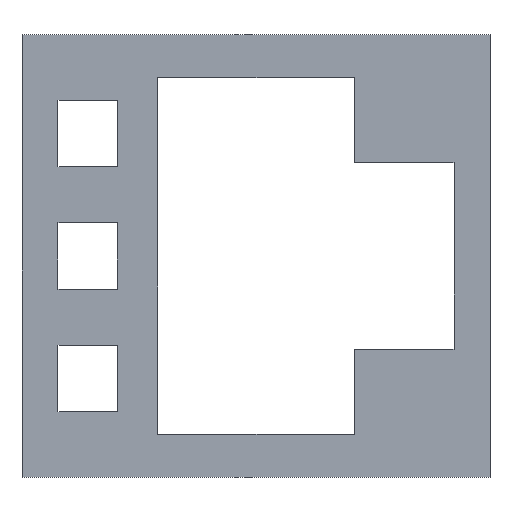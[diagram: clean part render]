
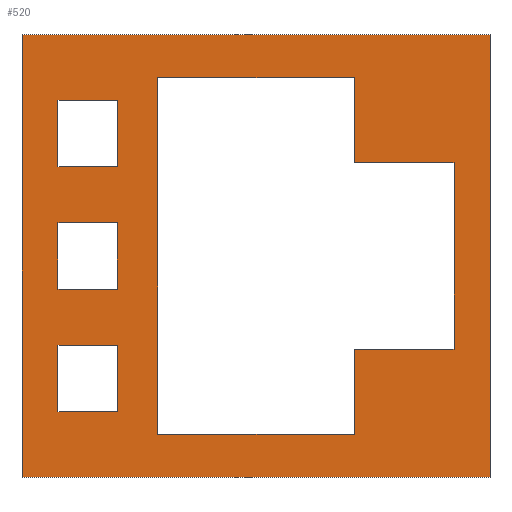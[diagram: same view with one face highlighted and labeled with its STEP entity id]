
A CAD part, top view. The second image highlights one B-rep face of the part: STEP entity #520.
In plain terms, the highlighted planar face has unit normal (0, 0, 1).
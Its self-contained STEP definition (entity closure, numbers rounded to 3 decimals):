
#15=FACE_BOUND('',#53,.T.);
#16=FACE_BOUND('',#54,.T.);
#17=FACE_BOUND('',#55,.T.);
#18=FACE_BOUND('',#56,.T.);
#26=FACE_OUTER_BOUND('',#52,.T.);
#52=EDGE_LOOP('',(#359,#360,#361,#362));
#53=EDGE_LOOP('',(#363,#364,#365,#366));
#54=EDGE_LOOP('',(#367,#368,#369,#370));
#55=EDGE_LOOP('',(#371,#372,#373,#374));
#56=EDGE_LOOP('',(#375,#376,#377,#378,#379,#380,#381,#382));
#85=LINE('',#705,#157);
#89=LINE('',#714,#161);
#93=LINE('',#723,#165);
#95=LINE('',#728,#167);
#96=LINE('',#730,#168);
#97=LINE('',#732,#169);
#98=LINE('',#733,#170);
#99=LINE('',#735,#171);
#100=LINE('',#737,#172);
#101=LINE('',#738,#173);
#102=LINE('',#740,#174);
#103=LINE('',#742,#175);
#104=LINE('',#743,#176);
#105=LINE('',#745,#177);
#106=LINE('',#747,#178);
#107=LINE('',#748,#179);
#108=LINE('',#751,#180);
#109=LINE('',#753,#181);
#110=LINE('',#755,#182);
#111=LINE('',#757,#183);
#112=LINE('',#759,#184);
#113=LINE('',#761,#185);
#114=LINE('',#763,#186);
#115=LINE('',#764,#187);
#157=VECTOR('',#577,10.);
#161=VECTOR('',#583,10.);
#165=VECTOR('',#589,10.);
#167=VECTOR('',#593,10.);
#168=VECTOR('',#594,10.);
#169=VECTOR('',#595,10.);
#170=VECTOR('',#596,10.);
#171=VECTOR('',#597,10.);
#172=VECTOR('',#598,10.);
#173=VECTOR('',#599,10.);
#174=VECTOR('',#600,10.);
#175=VECTOR('',#601,10.);
#176=VECTOR('',#602,10.);
#177=VECTOR('',#603,10.);
#178=VECTOR('',#604,10.);
#179=VECTOR('',#605,10.);
#180=VECTOR('',#606,10.);
#181=VECTOR('',#607,10.);
#182=VECTOR('',#608,10.);
#183=VECTOR('',#609,10.);
#184=VECTOR('',#610,10.);
#185=VECTOR('',#611,10.);
#186=VECTOR('',#612,10.);
#187=VECTOR('',#613,10.);
#229=VERTEX_POINT('',#702);
#230=VERTEX_POINT('',#704);
#233=VERTEX_POINT('',#711);
#234=VERTEX_POINT('',#713);
#237=VERTEX_POINT('',#720);
#238=VERTEX_POINT('',#722);
#239=VERTEX_POINT('',#726);
#240=VERTEX_POINT('',#727);
#241=VERTEX_POINT('',#729);
#242=VERTEX_POINT('',#731);
#243=VERTEX_POINT('',#734);
#244=VERTEX_POINT('',#736);
#245=VERTEX_POINT('',#739);
#246=VERTEX_POINT('',#741);
#247=VERTEX_POINT('',#744);
#248=VERTEX_POINT('',#746);
#249=VERTEX_POINT('',#749);
#250=VERTEX_POINT('',#750);
#251=VERTEX_POINT('',#752);
#252=VERTEX_POINT('',#754);
#253=VERTEX_POINT('',#756);
#254=VERTEX_POINT('',#758);
#255=VERTEX_POINT('',#760);
#256=VERTEX_POINT('',#762);
#277=EDGE_CURVE('',#230,#229,#85,.T.);
#281=EDGE_CURVE('',#234,#233,#89,.T.);
#285=EDGE_CURVE('',#238,#237,#93,.T.);
#287=EDGE_CURVE('',#239,#240,#95,.T.);
#288=EDGE_CURVE('',#240,#241,#96,.T.);
#289=EDGE_CURVE('',#241,#242,#97,.T.);
#290=EDGE_CURVE('',#242,#239,#98,.T.);
#291=EDGE_CURVE('',#243,#238,#99,.T.);
#292=EDGE_CURVE('',#237,#244,#100,.T.);
#293=EDGE_CURVE('',#244,#243,#101,.T.);
#294=EDGE_CURVE('',#245,#230,#102,.T.);
#295=EDGE_CURVE('',#229,#246,#103,.T.);
#296=EDGE_CURVE('',#246,#245,#104,.T.);
#297=EDGE_CURVE('',#247,#234,#105,.T.);
#298=EDGE_CURVE('',#233,#248,#106,.T.);
#299=EDGE_CURVE('',#248,#247,#107,.T.);
#300=EDGE_CURVE('',#249,#250,#108,.T.);
#301=EDGE_CURVE('',#250,#251,#109,.T.);
#302=EDGE_CURVE('',#251,#252,#110,.T.);
#303=EDGE_CURVE('',#252,#253,#111,.T.);
#304=EDGE_CURVE('',#253,#254,#112,.T.);
#305=EDGE_CURVE('',#254,#255,#113,.T.);
#306=EDGE_CURVE('',#255,#256,#114,.T.);
#307=EDGE_CURVE('',#256,#249,#115,.T.);
#359=ORIENTED_EDGE('',*,*,#287,.T.);
#360=ORIENTED_EDGE('',*,*,#288,.T.);
#361=ORIENTED_EDGE('',*,*,#289,.T.);
#362=ORIENTED_EDGE('',*,*,#290,.T.);
#363=ORIENTED_EDGE('',*,*,#291,.T.);
#364=ORIENTED_EDGE('',*,*,#285,.T.);
#365=ORIENTED_EDGE('',*,*,#292,.T.);
#366=ORIENTED_EDGE('',*,*,#293,.T.);
#367=ORIENTED_EDGE('',*,*,#294,.T.);
#368=ORIENTED_EDGE('',*,*,#277,.T.);
#369=ORIENTED_EDGE('',*,*,#295,.T.);
#370=ORIENTED_EDGE('',*,*,#296,.T.);
#371=ORIENTED_EDGE('',*,*,#297,.T.);
#372=ORIENTED_EDGE('',*,*,#281,.T.);
#373=ORIENTED_EDGE('',*,*,#298,.T.);
#374=ORIENTED_EDGE('',*,*,#299,.T.);
#375=ORIENTED_EDGE('',*,*,#300,.T.);
#376=ORIENTED_EDGE('',*,*,#301,.T.);
#377=ORIENTED_EDGE('',*,*,#302,.T.);
#378=ORIENTED_EDGE('',*,*,#303,.T.);
#379=ORIENTED_EDGE('',*,*,#304,.T.);
#380=ORIENTED_EDGE('',*,*,#305,.T.);
#381=ORIENTED_EDGE('',*,*,#306,.T.);
#382=ORIENTED_EDGE('',*,*,#307,.T.);
#494=PLANE('',#548);
#520=ADVANCED_FACE('',(#26,#15,#16,#17,#18),#494,.T.);
#548=AXIS2_PLACEMENT_3D('',#725,#591,#592);
#577=DIRECTION('',(0.,-1.,0.));
#583=DIRECTION('',(0.,-1.,0.));
#589=DIRECTION('',(0.,-1.,0.));
#591=DIRECTION('center_axis',(0.,0.,1.));
#592=DIRECTION('ref_axis',(1.,0.,0.));
#593=DIRECTION('',(0.,1.,0.));
#594=DIRECTION('',(-1.,0.,0.));
#595=DIRECTION('',(0.,-1.,0.));
#596=DIRECTION('',(1.,0.,0.));
#597=DIRECTION('',(1.,0.,0.));
#598=DIRECTION('',(-1.,0.,0.));
#599=DIRECTION('',(0.,1.,0.));
#600=DIRECTION('',(1.,0.,0.));
#601=DIRECTION('',(-1.,0.,0.));
#602=DIRECTION('',(0.,1.,0.));
#603=DIRECTION('',(1.,0.,0.));
#604=DIRECTION('',(-1.,0.,0.));
#605=DIRECTION('',(0.,1.,0.));
#606=DIRECTION('',(1.,0.,0.));
#607=DIRECTION('',(0.,-1.,0.));
#608=DIRECTION('',(-1.,0.,0.));
#609=DIRECTION('',(0.,-1.,0.));
#610=DIRECTION('',(-1.,0.,0.));
#611=DIRECTION('',(0.,1.,0.));
#612=DIRECTION('',(1.,0.,0.));
#613=DIRECTION('',(0.,-1.,0.));
#702=CARTESIAN_POINT('',(-2.611,-0.625,0.5));
#704=CARTESIAN_POINT('',(-2.611,0.625,0.5));
#705=CARTESIAN_POINT('',(-2.611,0.313,0.5));
#711=CARTESIAN_POINT('',(-2.611,1.675,0.5));
#713=CARTESIAN_POINT('',(-2.611,2.925,0.5));
#714=CARTESIAN_POINT('',(-2.611,1.463,0.5));
#720=CARTESIAN_POINT('',(-2.611,-2.925,0.5));
#722=CARTESIAN_POINT('',(-2.611,-1.675,0.5));
#723=CARTESIAN_POINT('',(-2.611,-0.838,0.5));
#725=CARTESIAN_POINT('Origin',(0.,0.,
0.5));
#726=CARTESIAN_POINT('',(4.401,-4.163,0.5));
#727=CARTESIAN_POINT('',(4.401,4.163,0.5));
#728=CARTESIAN_POINT('',(4.401,-4.163,0.5));
#729=CARTESIAN_POINT('',(-4.401,4.163,0.5));
#730=CARTESIAN_POINT('',(4.401,4.163,0.5));
#731=CARTESIAN_POINT('',(-4.401,-4.163,0.5));
#732=CARTESIAN_POINT('',(-4.401,4.163,0.5));
#733=CARTESIAN_POINT('',(-4.401,-4.163,0.5));
#734=CARTESIAN_POINT('',(-3.724,-1.675,0.5));
#735=CARTESIAN_POINT('',(-3.724,-1.675,0.5));
#736=CARTESIAN_POINT('',(-3.724,-2.925,0.5));
#737=CARTESIAN_POINT('',(-1.455,-2.925,0.5));
#738=CARTESIAN_POINT('',(-3.724,-2.925,0.5));
#739=CARTESIAN_POINT('',(-3.724,0.625,0.5));
#740=CARTESIAN_POINT('',(-3.724,0.625,0.5));
#741=CARTESIAN_POINT('',(-3.724,-0.625,0.5));
#742=CARTESIAN_POINT('',(-1.455,-0.625,0.5));
#743=CARTESIAN_POINT('',(-3.724,-0.625,0.5));
#744=CARTESIAN_POINT('',(-3.724,2.925,0.5));
#745=CARTESIAN_POINT('',(-3.724,2.925,0.5));
#746=CARTESIAN_POINT('',(-3.724,1.675,0.5));
#747=CARTESIAN_POINT('',(-1.455,1.675,0.5));
#748=CARTESIAN_POINT('',(-3.724,1.675,0.5));
#749=CARTESIAN_POINT('',(1.85,1.75,0.5));
#750=CARTESIAN_POINT('',(3.724,1.75,0.5));
#751=CARTESIAN_POINT('',(2.911,1.75,0.5));
#752=CARTESIAN_POINT('',(3.724,-1.75,0.5));
#753=CARTESIAN_POINT('',(3.724,1.75,0.5));
#754=CARTESIAN_POINT('',(1.85,-1.75,0.5));
#755=CARTESIAN_POINT('',(2.911,-1.75,0.5));
#756=CARTESIAN_POINT('',(1.85,-3.35,0.5));
#757=CARTESIAN_POINT('',(1.85,-3.35,0.5));
#758=CARTESIAN_POINT('',(-1.85,-3.35,0.5));
#759=CARTESIAN_POINT('',(1.85,-3.35,0.5));
#760=CARTESIAN_POINT('',(-1.85,3.35,0.5));
#761=CARTESIAN_POINT('',(-1.85,-3.35,0.5));
#762=CARTESIAN_POINT('',(1.85,3.35,0.5));
#763=CARTESIAN_POINT('',(1.85,3.35,0.5));
#764=CARTESIAN_POINT('',(1.85,-3.35,0.5));
